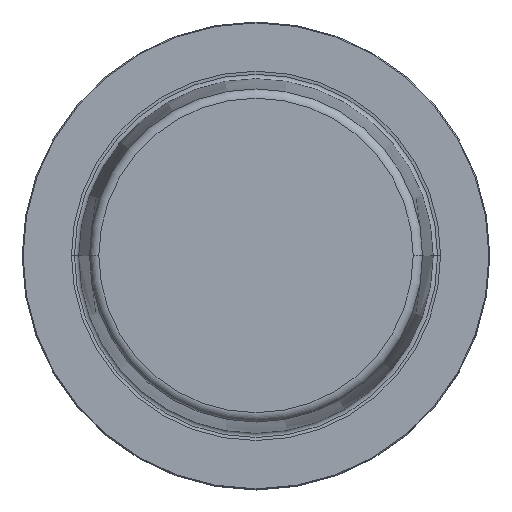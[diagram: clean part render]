
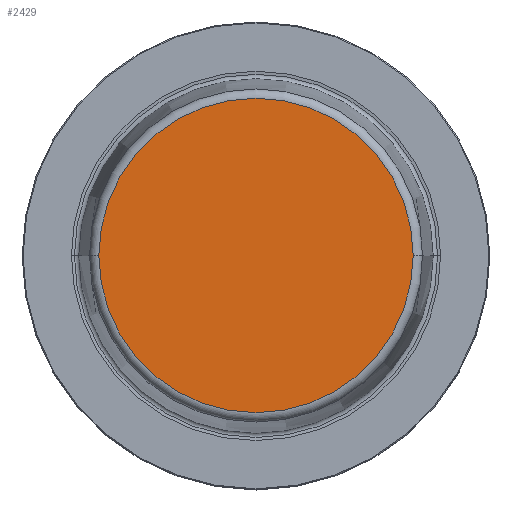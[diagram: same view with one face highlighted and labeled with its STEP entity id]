
A CAD part, top view. The second image highlights one B-rep face of the part: STEP entity #2429.
In plain terms, the highlighted planar face has unit normal (0, 0, 1).
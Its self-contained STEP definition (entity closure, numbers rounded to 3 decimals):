
#1682=CARTESIAN_POINT('',(0.,0.,49.9));
#1683=DIRECTION('',(0.,0.,1.));
#1684=DIRECTION('',(1.,0.,0.));
#1685=AXIS2_PLACEMENT_3D('',#1682,#1683,#1684);
#1690=CARTESIAN_POINT('',(0.,0.,49.9));
#1691=DIRECTION('',(0.,0.,-1.));
#1692=DIRECTION('',(1.,0.,0.));
#1693=AXIS2_PLACEMENT_3D('',#1690,#1691,#1692);
#2042=CARTESIAN_POINT('',(33.605,0.,49.9));
#2043=VERTEX_POINT('',#2042);
#2058=CARTESIAN_POINT('',(-33.605,0.,49.9));
#2059=VERTEX_POINT('',#2058);
#2420=CARTESIAN_POINT('',(0.,0.,49.9));
#2421=DIRECTION('',(0.,0.,-1.));
#2422=DIRECTION('',(-1.,0.,0.));
#2423=AXIS2_PLACEMENT_3D('',#2420,#2421,#2422);
#2424=PLANE('',#2423);
#2425=ORIENTED_EDGE('',*,*,#2413,.F.);
#2426=ORIENTED_EDGE('',*,*,#2402,.T.);
#2427=EDGE_LOOP('',(#2425,#2426));
#2428=FACE_OUTER_BOUND('',#2427,.F.);
#2429=ADVANCED_FACE('',(#2428),#2424,.F.);
#1686=CIRCLE('',#1685,33.605);
#1694=CIRCLE('',#1693,33.605);
#2402=EDGE_CURVE('',#2043,#2059,#1694,.T.);
#2413=EDGE_CURVE('',#2043,#2059,#1686,.T.);
